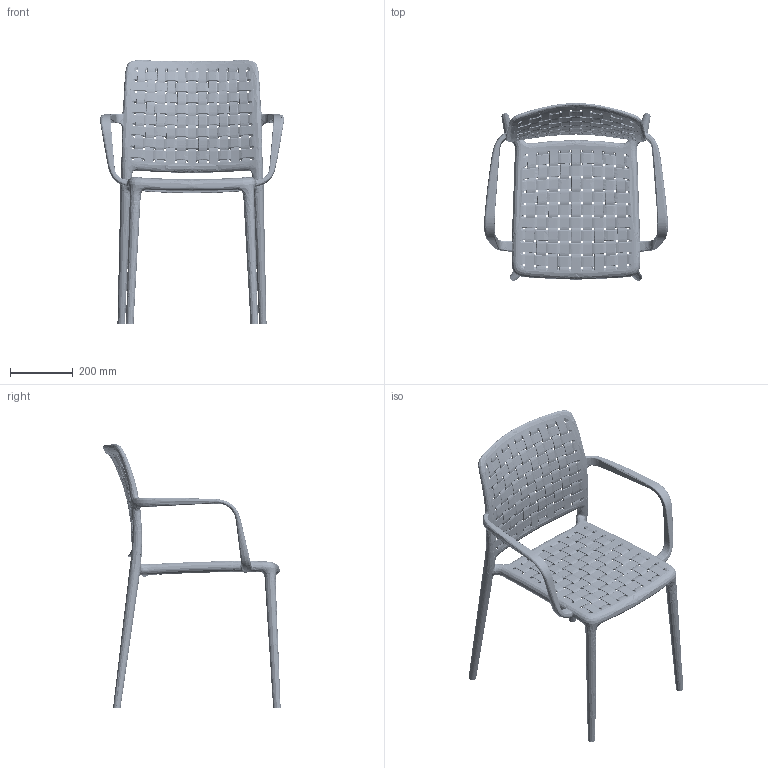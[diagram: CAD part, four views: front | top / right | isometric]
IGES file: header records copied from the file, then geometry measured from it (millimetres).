
Start section: VISI Mappatura layer Iges    VISI  1      part con bracciolo  30     particolare  31     WARNINGS
Global section: file name: SEDIA_INTRECCIATA.igs; native system: VISI 20.0; preprocessor: 2.0; author: Ufficio.Tecnico; organization: Unknown; date: 20160614.091401; units: millimetre
Bounding box: 584.17 x 563.9 x 838.37 mm (x, y, z)
Surface area: 1080375.1 mm2 (no closed solid volume)
Topology: 0 solids, 0 shells, 5248 faces, 40622 edges, 40457 vertices
Faces by surface type: bspline 5248
